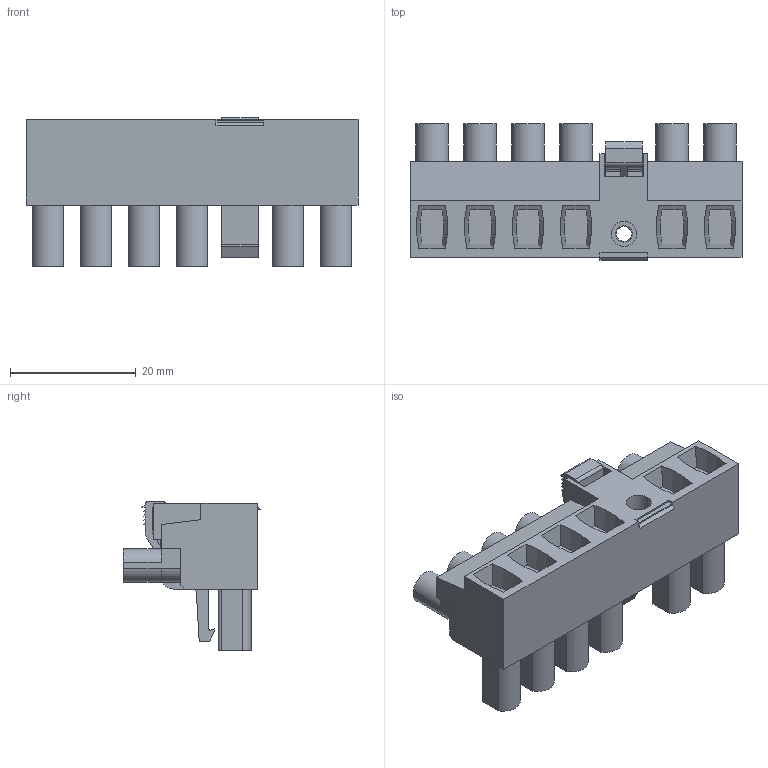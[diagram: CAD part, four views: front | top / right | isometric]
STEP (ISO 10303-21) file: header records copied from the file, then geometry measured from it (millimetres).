
FILE_DESCRIPTION(('CATIA V5 STEP Exchange','CAx-IF Rec.Pracs.--- Model Styling and Organization---1.2---2011-12-15'),'2;1');
FILE_NAME ('D1451744_0_1398920000_1398920000.stp','2018-09-08T15:29:27+00:00',('none'),('Weidmueller'),'CATIA Version 5-6 Release 2014','CATIA V5 STEP AP214','none');
FILE_SCHEMA(('AUTOMOTIVE_DESIGN { 1 0 10303 214 1 1 1 1 }'));
Length unit declared in the file: millimetre
Products named in the file (1): 1398920000
Bounding box: 52.72 x 21.75 x 23.65 mm (x, y, z)
Volume: 10058.2 mm3; surface area: 7632.5 mm2
Topology: 2 solids, 2 shells, 312 faces, 838 edges, 556 vertices
Faces by surface type: plane 181, cylinder 105, cone 26
Entity records: 9152 total; most frequent: CARTESIAN_POINT 1689, ORIENTED_EDGE 1676, DIRECTION 1258, EDGE_CURVE 838, VECTOR 578, LINE 578, VERTEX_POINT 556, AXIS2_PLACEMENT_3D 459
